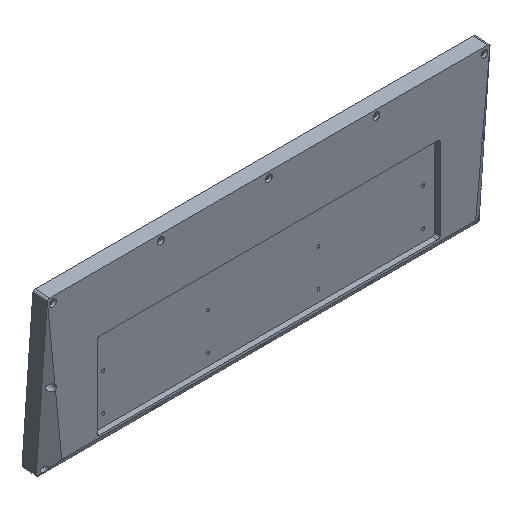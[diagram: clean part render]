
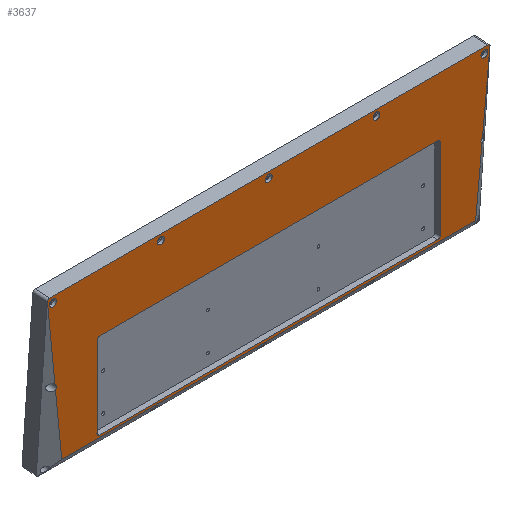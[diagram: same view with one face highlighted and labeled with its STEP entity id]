
A CAD part, isometric view. The second image highlights one B-rep face of the part: STEP entity #3637.
In plain terms, the highlighted planar face has unit normal (0, -1, 0).
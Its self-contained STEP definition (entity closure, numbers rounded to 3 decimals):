
#48=FACE_BOUND('',#428,.T.);
#49=FACE_BOUND('',#429,.T.);
#50=FACE_BOUND('',#430,.T.);
#51=FACE_BOUND('',#431,.T.);
#52=FACE_BOUND('',#432,.T.);
#53=FACE_BOUND('',#433,.T.);
#87=PLANE('',#4009);
#198=FACE_OUTER_BOUND('',#427,.T.);
#427=EDGE_LOOP('',(#2812,#2813,#2814,#2815,#2816,#2817,#2818,#2819,#2820,
#2821,#2822));
#428=EDGE_LOOP('',(#2823,#2824,#2825,#2826,#2827,#2828,#2829,#2830));
#429=EDGE_LOOP('',(#2831));
#430=EDGE_LOOP('',(#2832));
#431=EDGE_LOOP('',(#2833));
#432=EDGE_LOOP('',(#2834));
#433=EDGE_LOOP('',(#2835));
#605=ELLIPSE('',#4008,2.005,2.);
#606=ELLIPSE('',#4010,2.005,2.);
#607=ELLIPSE('',#4011,3.007,3.);
#608=ELLIPSE('',#4012,3.007,3.);
#609=ELLIPSE('',#4013,3.007,3.);
#610=ELLIPSE('',#4014,3.007,3.);
#611=ELLIPSE('',#4015,3.007,3.);
#612=ELLIPSE('',#4016,3.007,3.);
#613=ELLIPSE('',#4017,3.007,3.);
#614=ELLIPSE('',#4018,3.007,3.);
#635=LINE('',#5503,#934);
#641=LINE('',#5524,#940);
#729=LINE('',#5826,#1028);
#730=LINE('',#5828,#1029);
#765=LINE('',#6035,#1064);
#770=LINE('',#6059,#1069);
#771=LINE('',#6063,#1070);
#772=LINE('',#6066,#1071);
#773=LINE('',#6068,#1072);
#774=LINE('',#6073,#1073);
#934=VECTOR('',#4311,10.);
#940=VECTOR('',#4331,10.);
#1028=VECTOR('',#4617,10.);
#1029=VECTOR('',#4620,10.);
#1064=VECTOR('',#4803,10.);
#1069=VECTOR('',#4826,10.);
#1070=VECTOR('',#4829,10.);
#1071=VECTOR('',#4832,10.);
#1072=VECTOR('',#4833,10.);
#1073=VECTOR('',#4838,10.);
#1230=CIRCLE('',#3818,2.);
#1232=CIRCLE('',#3822,2.);
#1235=CIRCLE('',#3828,2.);
#1236=CIRCLE('',#3830,2.);
#1456=VERTEX_POINT('',#5493);
#1457=VERTEX_POINT('',#5495);
#1459=VERTEX_POINT('',#5501);
#1462=VERTEX_POINT('',#5508);
#1463=VERTEX_POINT('',#5510);
#1467=VERTEX_POINT('',#5523);
#1468=VERTEX_POINT('',#5527);
#1469=VERTEX_POINT('',#5531);
#1679=VERTEX_POINT('',#6032);
#1680=VERTEX_POINT('',#6034);
#1687=VERTEX_POINT('',#6050);
#1689=VERTEX_POINT('',#6054);
#1690=VERTEX_POINT('',#6058);
#1691=VERTEX_POINT('',#6060);
#1692=VERTEX_POINT('',#6062);
#1693=VERTEX_POINT('',#6064);
#1694=VERTEX_POINT('',#6067);
#1695=VERTEX_POINT('',#6069);
#1696=VERTEX_POINT('',#6071);
#1697=VERTEX_POINT('',#6074);
#1698=VERTEX_POINT('',#6076);
#1699=VERTEX_POINT('',#6078);
#1700=VERTEX_POINT('',#6080);
#1701=VERTEX_POINT('',#6082);
#1832=EDGE_CURVE('',#1456,#1457,#1230,.T.);
#1836=EDGE_CURVE('',#1456,#1459,#635,.T.);
#1839=EDGE_CURVE('',#1462,#1463,#1232,.T.);
#1846=EDGE_CURVE('',#1467,#1463,#641,.T.);
#1848=EDGE_CURVE('',#1467,#1468,#1235,.T.);
#1851=EDGE_CURVE('',#1469,#1459,#1236,.T.);
#1997=EDGE_CURVE('',#1462,#1457,#729,.T.);
#1998=EDGE_CURVE('',#1469,#1468,#730,.T.);
#2103=EDGE_CURVE('',#1680,#1679,#765,.T.);
#2114=EDGE_CURVE('',#1689,#1687,#605,.T.);
#2115=EDGE_CURVE('',#1690,#1689,#770,.T.);
#2116=EDGE_CURVE('',#1691,#1690,#606,.T.);
#2117=EDGE_CURVE('',#1691,#1692,#771,.T.);
#2118=EDGE_CURVE('',#1692,#1693,#607,.T.);
#2119=EDGE_CURVE('',#1693,#1680,#772,.T.);
#2120=EDGE_CURVE('',#1679,#1694,#773,.T.);
#2121=EDGE_CURVE('',#1694,#1695,#608,.T.);
#2122=EDGE_CURVE('',#1695,#1696,#609,.T.);
#2123=EDGE_CURVE('',#1696,#1687,#774,.T.);
#2124=EDGE_CURVE('',#1697,#1697,#610,.T.);
#2125=EDGE_CURVE('',#1698,#1698,#611,.T.);
#2126=EDGE_CURVE('',#1699,#1699,#612,.T.);
#2127=EDGE_CURVE('',#1700,#1700,#613,.T.);
#2128=EDGE_CURVE('',#1701,#1701,#614,.T.);
#2812=ORIENTED_EDGE('',*,*,#2114,.F.);
#2813=ORIENTED_EDGE('',*,*,#2115,.F.);
#2814=ORIENTED_EDGE('',*,*,#2116,.F.);
#2815=ORIENTED_EDGE('',*,*,#2117,.T.);
#2816=ORIENTED_EDGE('',*,*,#2118,.T.);
#2817=ORIENTED_EDGE('',*,*,#2119,.T.);
#2818=ORIENTED_EDGE('',*,*,#2103,.T.);
#2819=ORIENTED_EDGE('',*,*,#2120,.T.);
#2820=ORIENTED_EDGE('',*,*,#2121,.T.);
#2821=ORIENTED_EDGE('',*,*,#2122,.T.);
#2822=ORIENTED_EDGE('',*,*,#2123,.T.);
#2823=ORIENTED_EDGE('',*,*,#1836,.T.);
#2824=ORIENTED_EDGE('',*,*,#1851,.F.);
#2825=ORIENTED_EDGE('',*,*,#1998,.T.);
#2826=ORIENTED_EDGE('',*,*,#1848,.F.);
#2827=ORIENTED_EDGE('',*,*,#1846,.T.);
#2828=ORIENTED_EDGE('',*,*,#1839,.F.);
#2829=ORIENTED_EDGE('',*,*,#1997,.T.);
#2830=ORIENTED_EDGE('',*,*,#1832,.F.);
#2831=ORIENTED_EDGE('',*,*,#2124,.T.);
#2832=ORIENTED_EDGE('',*,*,#2125,.T.);
#2833=ORIENTED_EDGE('',*,*,#2126,.T.);
#2834=ORIENTED_EDGE('',*,*,#2127,.T.);
#2835=ORIENTED_EDGE('',*,*,#2128,.T.);
#3637=ADVANCED_FACE('',(#198,#48,#49,#50,#51,#52,#53),#87,.T.);
#3818=AXIS2_PLACEMENT_3D('',#5496,#4304,#4305);
#3822=AXIS2_PLACEMENT_3D('',#5511,#4317,#4318);
#3828=AXIS2_PLACEMENT_3D('',#5528,#4335,#4336);
#3830=AXIS2_PLACEMENT_3D('',#5533,#4341,#4342);
#4008=AXIS2_PLACEMENT_3D('',#6056,#4822,#4823);
#4009=AXIS2_PLACEMENT_3D('',#6057,#4824,#4825);
#4010=AXIS2_PLACEMENT_3D('',#6061,#4827,#4828);
#4011=AXIS2_PLACEMENT_3D('',#6065,#4830,#4831);
#4012=AXIS2_PLACEMENT_3D('',#6070,#4834,#4835);
#4013=AXIS2_PLACEMENT_3D('',#6072,#4836,#4837);
#4014=AXIS2_PLACEMENT_3D('',#6075,#4839,#4840);
#4015=AXIS2_PLACEMENT_3D('',#6077,#4841,#4842);
#4016=AXIS2_PLACEMENT_3D('',#6079,#4843,#4844);
#4017=AXIS2_PLACEMENT_3D('',#6081,#4845,#4846);
#4018=AXIS2_PLACEMENT_3D('',#6083,#4847,#4848);
#4304=DIRECTION('center_axis',(0.,-1.,0.));
#4305=DIRECTION('ref_axis',(-0.707,0.,-0.707));
#4311=DIRECTION('',(0.,0.,1.));
#4317=DIRECTION('center_axis',(0.,-1.,0.));
#4318=DIRECTION('ref_axis',(0.707,0.,-0.707));
#4331=DIRECTION('',(0.,0.,-1.));
#4335=DIRECTION('center_axis',(0.,-1.,0.));
#4336=DIRECTION('ref_axis',(0.707,0.,0.707));
#4341=DIRECTION('center_axis',(0.,-1.,0.));
#4342=DIRECTION('ref_axis',(-0.707,0.,0.707));
#4617=DIRECTION('',(-1.,0.,0.));
#4620=DIRECTION('',(1.,0.,0.));
#4803=DIRECTION('',(1.,0.,0.));
#4822=DIRECTION('center_axis',(0.,1.,0.));
#4823=DIRECTION('ref_axis',(0.,0.,1.));
#4824=DIRECTION('center_axis',(0.,-1.,0.));
#4825=DIRECTION('ref_axis',(0.,0.,
-1.));
#4826=DIRECTION('',(1.,0.,0.));
#4827=DIRECTION('center_axis',(0.,1.,0.));
#4828=DIRECTION('ref_axis',(0.,0.,1.));
#4829=DIRECTION('',(0.099,0.,-0.995));
#4830=DIRECTION('center_axis',(0.,1.,0.));
#4831=DIRECTION('ref_axis',(0.,0.,1.));
#4832=DIRECTION('',(0.099,0.,-0.995));
#4833=DIRECTION('',(0.099,0.,0.995));
#4834=DIRECTION('center_axis',(0.,1.,0.));
#4835=DIRECTION('ref_axis',(0.,0.,1.));
#4836=DIRECTION('center_axis',(0.,1.,0.));
#4837=DIRECTION('ref_axis',(0.,0.,1.));
#4838=DIRECTION('',(0.099,0.,0.995));
#4839=DIRECTION('center_axis',(0.,1.,0.));
#4840=DIRECTION('ref_axis',(0.,0.,1.));
#4841=DIRECTION('center_axis',(0.,1.,0.));
#4842=DIRECTION('ref_axis',(0.,0.,1.));
#4843=DIRECTION('center_axis',(0.,1.,0.));
#4844=DIRECTION('ref_axis',(0.,0.,1.));
#4845=DIRECTION('center_axis',(0.,1.,0.));
#4846=DIRECTION('ref_axis',(0.,0.,1.));
#4847=DIRECTION('center_axis',(0.,1.,0.));
#4848=DIRECTION('ref_axis',(0.,0.,1.));
#5493=CARTESIAN_POINT('',(35.75,-0.997,9.201));
#5495=CARTESIAN_POINT('',(37.75,-0.997,7.201));
#5496=CARTESIAN_POINT('Origin',(37.75,-0.997,9.201));
#5501=CARTESIAN_POINT('',(35.75,-0.997,80.201));
#5503=CARTESIAN_POINT('',(35.75,-0.997,70.001));
#5508=CARTESIAN_POINT('',(333.75,-0.997,7.201));
#5510=CARTESIAN_POINT('',(335.75,-0.997,9.201));
#5511=CARTESIAN_POINT('Origin',(333.75,-0.997,9.201));
#5523=CARTESIAN_POINT('',(335.75,-0.997,80.201));
#5524=CARTESIAN_POINT('',(335.75,-0.997,107.501));
#5527=CARTESIAN_POINT('',(333.75,-0.997,82.201));
#5528=CARTESIAN_POINT('Origin',(333.75,-0.997,80.201));
#5531=CARTESIAN_POINT('',(37.75,-0.997,82.201));
#5533=CARTESIAN_POINT('Origin',(37.75,-0.997,80.201));
#5826=CARTESIAN_POINT('',(163.875,-0.997,7.201));
#5828=CARTESIAN_POINT('',(13.875,-0.997,82.201));
#6032=CARTESIAN_POINT('',(366.788,-0.997,5.201));
#6034=CARTESIAN_POINT('',(4.712,-0.997,5.201));
#6035=CARTESIAN_POINT('',(-8.,-0.997,5.201));
#6050=CARTESIAN_POINT('',(379.371,-0.997,131.504));
#6054=CARTESIAN_POINT('',(377.5,-0.997,132.8));
#6056=CARTESIAN_POINT('Origin',(377.5,-0.997,130.795));
#6057=CARTESIAN_POINT('Origin',(-8.,-0.997,132.8));
#6058=CARTESIAN_POINT('',(-6.,-0.997,132.8));
#6059=CARTESIAN_POINT('',(-8.,-0.997,132.8));
#6060=CARTESIAN_POINT('',(-7.871,-0.997,131.504));
#6061=CARTESIAN_POINT('Origin',(-6.,-0.997,130.795));
#6062=CARTESIAN_POINT('',(-1.261,-0.997,65.155));
#6063=CARTESIAN_POINT('',(-1.009,-0.997,62.629));
#6064=CARTESIAN_POINT('',(-0.812,-0.997,60.647));
#6065=CARTESIAN_POINT('Origin',(-3.,-0.997,62.704));
#6066=CARTESIAN_POINT('',(-1.009,-0.997,62.629));
#6067=CARTESIAN_POINT('',(372.312,-0.997,60.647));
#6068=CARTESIAN_POINT('',(370.708,-0.997,44.545));
#6069=CARTESIAN_POINT('',(371.5,-0.997,62.704));
#6070=CARTESIAN_POINT('Origin',(374.5,-0.997,62.704));
#6071=CARTESIAN_POINT('',(372.761,-0.997,65.155));
#6072=CARTESIAN_POINT('Origin',(374.5,-0.997,62.704));
#6073=CARTESIAN_POINT('',(370.708,-0.997,44.545));
#6074=CARTESIAN_POINT('',(-6.,-0.997,127.788));
#6075=CARTESIAN_POINT('Origin',(-3.,-0.997,127.788));
#6076=CARTESIAN_POINT('',(182.75,-0.997,127.788));
#6077=CARTESIAN_POINT('Origin',(185.75,-0.997,127.788));
#6078=CARTESIAN_POINT('',(371.5,-0.997,127.788));
#6079=CARTESIAN_POINT('Origin',(374.5,-0.997,127.788));
#6080=CARTESIAN_POINT('',(277.125,-0.997,127.788));
#6081=CARTESIAN_POINT('Origin',(280.125,-0.997,127.788));
#6082=CARTESIAN_POINT('',(88.375,-0.997,127.788));
#6083=CARTESIAN_POINT('Origin',(91.375,-0.997,127.788));
